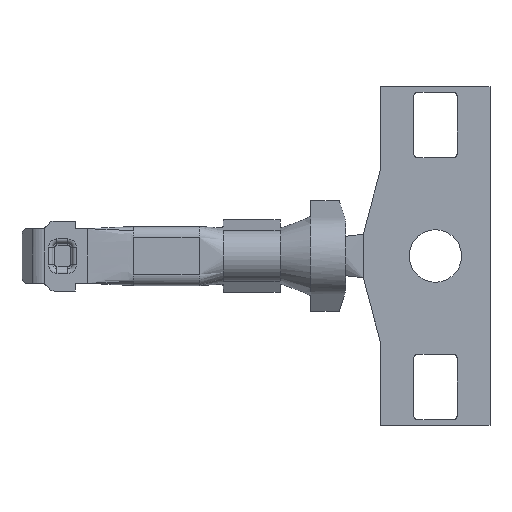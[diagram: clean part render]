
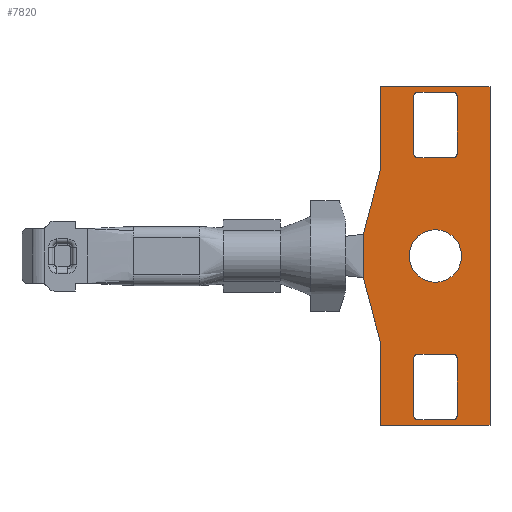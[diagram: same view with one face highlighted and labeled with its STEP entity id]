
A CAD part, top view. The second image highlights one B-rep face of the part: STEP entity #7820.
In plain terms, the highlighted planar face has unit normal (0, 0, 1).
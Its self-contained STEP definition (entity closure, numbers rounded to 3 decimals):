
#7533=CARTESIAN_POINT('',(0.34,-0.424,0.));
#7534=VERTEX_POINT('',#7533);
#7535=CARTESIAN_POINT('',(0.34,0.424,0.));
#7536=VERTEX_POINT('',#7535);
#7537=CARTESIAN_POINT('',(0.34,-0.424,0.));
#7538=DIRECTION('',(0.,1.,0.));
#7539=VECTOR('',#7538,0.848);
#7540=LINE('',#7537,#7539);
#7541=EDGE_CURVE('',#7534,#7536,#7540,.T.);
#7607=CARTESIAN_POINT('',(3.622,0.,0.));
#7608=DIRECTION('',(0.,1.,0.));
#7609=DIRECTION('',(0.,-0.,1.));
#7610=AXIS2_PLACEMENT_3D('',#7607,#7609,#7608);
#7611=PLANE('',#7610);
#7612=CARTESIAN_POINT('',(0.679,-1.69,0.));
#7613=VERTEX_POINT('',#7612);
#7614=CARTESIAN_POINT('',(0.34,-0.424,0.));
#7615=DIRECTION('',(0.259,-0.966,0.));
#7616=VECTOR('',#7615,1.311);
#7617=LINE('',#7614,#7616);
#7618=EDGE_CURVE('',#7534,#7613,#7617,.T.);
#7619=ORIENTED_EDGE('',*,*,#7618,.T.);
#7620=CARTESIAN_POINT('',(0.679,-3.283,0.));
#7621=VERTEX_POINT('',#7620);
#7622=CARTESIAN_POINT('',(0.679,-1.69,0.));
#7623=DIRECTION('',(0.,-1.,0.));
#7624=VECTOR('',#7623,1.592);
#7625=LINE('',#7622,#7624);
#7626=EDGE_CURVE('',#7613,#7621,#7625,.T.);
#7627=ORIENTED_EDGE('',*,*,#7626,.T.);
#7628=CARTESIAN_POINT('',(2.801,-3.283,0.));
#7629=VERTEX_POINT('',#7628);
#7630=CARTESIAN_POINT('',(0.679,-3.283,0.));
#7631=DIRECTION('',(1.,0.,0.));
#7632=VECTOR('',#7631,2.122);
#7633=LINE('',#7630,#7632);
#7634=EDGE_CURVE('',#7621,#7629,#7633,.T.);
#7635=ORIENTED_EDGE('',*,*,#7634,.T.);
#7636=CARTESIAN_POINT('',(2.801,3.283,0.));
#7637=VERTEX_POINT('',#7636);
#7638=CARTESIAN_POINT('',(2.801,-3.283,0.));
#7639=DIRECTION('',(0.,1.,0.));
#7640=VECTOR('',#7639,6.565);
#7641=LINE('',#7638,#7640);
#7642=EDGE_CURVE('',#7629,#7637,#7641,.T.);
#7643=ORIENTED_EDGE('',*,*,#7642,.T.);
#7644=CARTESIAN_POINT('',(0.679,3.283,0.));
#7645=VERTEX_POINT('',#7644);
#7646=CARTESIAN_POINT('',(2.801,3.283,0.));
#7647=DIRECTION('',(-1.,0.,0.));
#7648=VECTOR('',#7647,2.122);
#7649=LINE('',#7646,#7648);
#7650=EDGE_CURVE('',#7637,#7645,#7649,.T.);
#7651=ORIENTED_EDGE('',*,*,#7650,.T.);
#7652=CARTESIAN_POINT('',(0.679,1.69,0.));
#7653=VERTEX_POINT('',#7652);
#7654=CARTESIAN_POINT('',(0.679,3.283,0.));
#7655=DIRECTION('',(0.,-1.,0.));
#7656=VECTOR('',#7655,1.592);
#7657=LINE('',#7654,#7656);
#7658=EDGE_CURVE('',#7645,#7653,#7657,.T.);
#7659=ORIENTED_EDGE('',*,*,#7658,.T.);
#7660=CARTESIAN_POINT('',(0.679,1.69,0.));
#7661=DIRECTION('',(-0.259,-0.966,0.));
#7662=VECTOR('',#7661,1.311);
#7663=LINE('',#7660,#7662);
#7664=EDGE_CURVE('',#7653,#7536,#7663,.T.);
#7665=ORIENTED_EDGE('',*,*,#7664,.T.);
#7666=ORIENTED_EDGE('',*,*,#7541,.F.);
#7667=EDGE_LOOP('',(#7619,#7627,#7635,#7643,#7651,#7659,#7665,#7666));
#7668=FACE_OUTER_BOUND('',#7667,.T.);
#7669=CARTESIAN_POINT('',(2.08,-1.909,0.));
#7670=VERTEX_POINT('',#7669);
#7671=CARTESIAN_POINT('',(2.164,-1.993,0.));
#7672=VERTEX_POINT('',#7671);
#7673=CARTESIAN_POINT('',(2.08,-1.993,0.));
#7674=DIRECTION('',(0.,1.,0.));
#7675=DIRECTION('',(0.,-0.,-1.));
#7676=AXIS2_PLACEMENT_3D('',#7673,#7675,#7674);
#7677=CIRCLE('',#7676,0.085);
#7678=EDGE_CURVE('',#7670,#7672,#7677,.T.);
#7679=ORIENTED_EDGE('',*,*,#7678,.T.);
#7680=CARTESIAN_POINT('',(2.164,-3.096,0.));
#7681=VERTEX_POINT('',#7680);
#7682=CARTESIAN_POINT('',(2.164,-1.993,0.));
#7683=DIRECTION('',(0.,-1.,0.));
#7684=VECTOR('',#7683,1.103);
#7685=LINE('',#7682,#7684);
#7686=EDGE_CURVE('',#7672,#7681,#7685,.T.);
#7687=ORIENTED_EDGE('',*,*,#7686,.T.);
#7688=CARTESIAN_POINT('',(2.08,-3.181,0.));
#7689=VERTEX_POINT('',#7688);
#7690=CARTESIAN_POINT('',(2.08,-3.096,0.));
#7691=DIRECTION('',(1.,0.,0.));
#7692=DIRECTION('',(-0.,0.,-1.));
#7693=AXIS2_PLACEMENT_3D('',#7690,#7692,#7691);
#7694=CIRCLE('',#7693,0.085);
#7695=EDGE_CURVE('',#7681,#7689,#7694,.T.);
#7696=ORIENTED_EDGE('',*,*,#7695,.T.);
#7697=CARTESIAN_POINT('',(1.401,-3.181,0.));
#7698=VERTEX_POINT('',#7697);
#7699=CARTESIAN_POINT('',(2.08,-3.181,0.));
#7700=DIRECTION('',(-1.,0.,0.));
#7701=VECTOR('',#7700,0.679);
#7702=LINE('',#7699,#7701);
#7703=EDGE_CURVE('',#7689,#7698,#7702,.T.);
#7704=ORIENTED_EDGE('',*,*,#7703,.T.);
#7705=CARTESIAN_POINT('',(1.316,-3.096,0.));
#7706=VERTEX_POINT('',#7705);
#7707=CARTESIAN_POINT('',(1.401,-3.096,0.));
#7708=DIRECTION('',(0.,-1.,0.));
#7709=DIRECTION('',(0.,0.,-1.));
#7710=AXIS2_PLACEMENT_3D('',#7707,#7709,#7708);
#7711=CIRCLE('',#7710,0.085);
#7712=EDGE_CURVE('',#7698,#7706,#7711,.T.);
#7713=ORIENTED_EDGE('',*,*,#7712,.T.);
#7714=CARTESIAN_POINT('',(1.316,-1.993,0.));
#7715=VERTEX_POINT('',#7714);
#7716=CARTESIAN_POINT('',(1.316,-3.096,0.));
#7717=DIRECTION('',(0.,1.,0.));
#7718=VECTOR('',#7717,1.103);
#7719=LINE('',#7716,#7718);
#7720=EDGE_CURVE('',#7706,#7715,#7719,.T.);
#7721=ORIENTED_EDGE('',*,*,#7720,.T.);
#7722=CARTESIAN_POINT('',(1.401,-1.909,0.));
#7723=VERTEX_POINT('',#7722);
#7724=CARTESIAN_POINT('',(1.401,-1.993,0.));
#7725=DIRECTION('',(-1.,0.,0.));
#7726=DIRECTION('',(0.,0.,-1.));
#7727=AXIS2_PLACEMENT_3D('',#7724,#7726,#7725);
#7728=CIRCLE('',#7727,0.085);
#7729=EDGE_CURVE('',#7715,#7723,#7728,.T.);
#7730=ORIENTED_EDGE('',*,*,#7729,.T.);
#7731=CARTESIAN_POINT('',(1.401,-1.909,0.));
#7732=DIRECTION('',(1.,0.,0.));
#7733=VECTOR('',#7732,0.679);
#7734=LINE('',#7731,#7733);
#7735=EDGE_CURVE('',#7723,#7670,#7734,.T.);
#7736=ORIENTED_EDGE('',*,*,#7735,.T.);
#7737=EDGE_LOOP('',(#7679,#7687,#7696,#7704,#7713,#7721,#7730,#7736));
#7738=FACE_BOUND('',#7737,.T.);
#7739=CARTESIAN_POINT('',(1.74,0.509,0.));
#7740=VERTEX_POINT('',#7739);
#7741=CARTESIAN_POINT('',(1.74,0.,0.));
#7742=DIRECTION('',(0.,1.,-0.));
#7743=DIRECTION('',(0.,0.,-1.));
#7744=AXIS2_PLACEMENT_3D('',#7741,#7743,#7742);
#7745=CIRCLE('',#7744,0.509);
#7746=EDGE_CURVE('',#7740,#7740,#7745,.T.);
#7747=ORIENTED_EDGE('',*,*,#7746,.T.);
#7748=EDGE_LOOP('',(#7747));
#7749=FACE_BOUND('',#7748,.T.);
#7750=CARTESIAN_POINT('',(1.316,1.993,0.));
#7751=VERTEX_POINT('',#7750);
#7752=CARTESIAN_POINT('',(1.316,3.096,0.));
#7753=VERTEX_POINT('',#7752);
#7754=CARTESIAN_POINT('',(1.316,1.993,0.));
#7755=DIRECTION('',(0.,1.,0.));
#7756=VECTOR('',#7755,1.103);
#7757=LINE('',#7754,#7756);
#7758=EDGE_CURVE('',#7751,#7753,#7757,.T.);
#7759=ORIENTED_EDGE('',*,*,#7758,.T.);
#7760=CARTESIAN_POINT('',(1.401,3.181,0.));
#7761=VERTEX_POINT('',#7760);
#7762=CARTESIAN_POINT('',(1.401,3.096,0.));
#7763=DIRECTION('',(-1.,0.,0.));
#7764=DIRECTION('',(0.,0.,-1.));
#7765=AXIS2_PLACEMENT_3D('',#7762,#7764,#7763);
#7766=CIRCLE('',#7765,0.085);
#7767=EDGE_CURVE('',#7753,#7761,#7766,.T.);
#7768=ORIENTED_EDGE('',*,*,#7767,.T.);
#7769=CARTESIAN_POINT('',(2.08,3.181,0.));
#7770=VERTEX_POINT('',#7769);
#7771=CARTESIAN_POINT('',(1.401,3.181,0.));
#7772=DIRECTION('',(1.,0.,0.));
#7773=VECTOR('',#7772,0.679);
#7774=LINE('',#7771,#7773);
#7775=EDGE_CURVE('',#7761,#7770,#7774,.T.);
#7776=ORIENTED_EDGE('',*,*,#7775,.T.);
#7777=CARTESIAN_POINT('',(2.164,3.096,0.));
#7778=VERTEX_POINT('',#7777);
#7779=CARTESIAN_POINT('',(2.08,3.096,0.));
#7780=DIRECTION('',(0.,1.,0.));
#7781=DIRECTION('',(0.,-0.,-1.));
#7782=AXIS2_PLACEMENT_3D('',#7779,#7781,#7780);
#7783=CIRCLE('',#7782,0.085);
#7784=EDGE_CURVE('',#7770,#7778,#7783,.T.);
#7785=ORIENTED_EDGE('',*,*,#7784,.T.);
#7786=CARTESIAN_POINT('',(2.164,1.993,0.));
#7787=VERTEX_POINT('',#7786);
#7788=CARTESIAN_POINT('',(2.164,3.096,0.));
#7789=DIRECTION('',(0.,-1.,0.));
#7790=VECTOR('',#7789,1.103);
#7791=LINE('',#7788,#7790);
#7792=EDGE_CURVE('',#7778,#7787,#7791,.T.);
#7793=ORIENTED_EDGE('',*,*,#7792,.T.);
#7794=CARTESIAN_POINT('',(2.08,1.909,0.));
#7795=VERTEX_POINT('',#7794);
#7796=CARTESIAN_POINT('',(2.08,1.993,0.));
#7797=DIRECTION('',(1.,0.,0.));
#7798=DIRECTION('',(-0.,0.,-1.));
#7799=AXIS2_PLACEMENT_3D('',#7796,#7798,#7797);
#7800=CIRCLE('',#7799,0.085);
#7801=EDGE_CURVE('',#7787,#7795,#7800,.T.);
#7802=ORIENTED_EDGE('',*,*,#7801,.T.);
#7803=CARTESIAN_POINT('',(1.401,1.909,0.));
#7804=VERTEX_POINT('',#7803);
#7805=CARTESIAN_POINT('',(2.08,1.909,0.));
#7806=DIRECTION('',(-1.,0.,0.));
#7807=VECTOR('',#7806,0.679);
#7808=LINE('',#7805,#7807);
#7809=EDGE_CURVE('',#7795,#7804,#7808,.T.);
#7810=ORIENTED_EDGE('',*,*,#7809,.T.);
#7811=CARTESIAN_POINT('',(1.401,1.993,0.));
#7812=DIRECTION('',(0.,-1.,0.));
#7813=DIRECTION('',(0.,0.,-1.));
#7814=AXIS2_PLACEMENT_3D('',#7811,#7813,#7812);
#7815=CIRCLE('',#7814,0.085);
#7816=EDGE_CURVE('',#7804,#7751,#7815,.T.);
#7817=ORIENTED_EDGE('',*,*,#7816,.T.);
#7818=EDGE_LOOP('',(#7759,#7768,#7776,#7785,#7793,#7802,#7810,#7817));
#7819=FACE_BOUND('',#7818,.T.);
#7820=ADVANCED_FACE('',(#7668,#7738,#7749,#7819),#7611,.T.);
